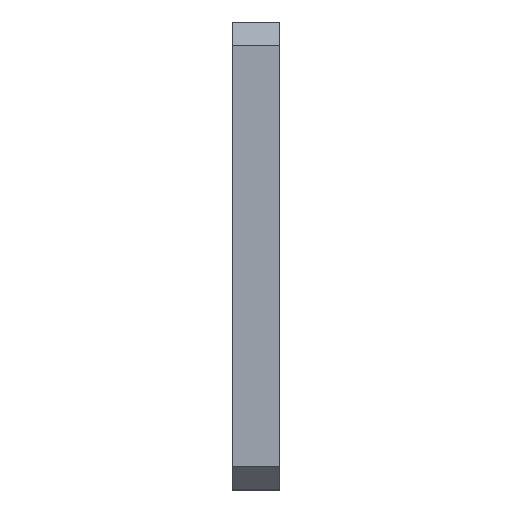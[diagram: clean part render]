
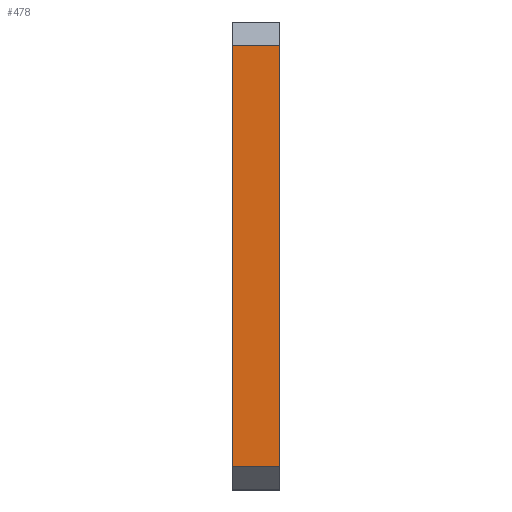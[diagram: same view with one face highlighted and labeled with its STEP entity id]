
A CAD part, left-side view. The second image highlights one B-rep face of the part: STEP entity #478.
In plain terms, the highlighted planar face has unit normal (-1, 0, 0).
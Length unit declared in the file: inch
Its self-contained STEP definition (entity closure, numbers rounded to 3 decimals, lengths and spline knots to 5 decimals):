
#2 = ORIENTED_EDGE ( 'NONE', *, *, #595, .T. ) ;
#7 = DIRECTION ( 'NONE',  ( 0., 0., 1. ) ) ;
#27 = LINE ( 'NONE', #397, #440 ) ;
#28 = CARTESIAN_POINT ( 'NONE',  ( -1.25, 0.126, 1.125 ) ) ;
#42 = CARTESIAN_POINT ( 'NONE',  ( -1.25, 0.126, 1.125 ) ) ;
#48 = DIRECTION ( 'NONE',  ( 0., 0., 1. ) ) ;
#73 = VECTOR ( 'NONE', #48, 39.37008 ) ;
#89 = CARTESIAN_POINT ( 'NONE',  ( -1.25, -0.126, 1.125 ) ) ;
#95 = LINE ( 'NONE', #1005, #73 ) ;
#233 = EDGE_CURVE ( 'NONE', #638, #803, #27, .T. ) ;
#258 = CARTESIAN_POINT ( 'NONE',  ( -1.25, 0.126, -1.25 ) ) ;
#269 = ORIENTED_EDGE ( 'NONE', *, *, #839, .F. ) ;
#351 = DIRECTION ( 'NONE',  ( 0., 0., -1. ) ) ;
#397 = CARTESIAN_POINT ( 'NONE',  ( -1.25, 0.126, -1.125 ) ) ;
#415 = EDGE_LOOP ( 'NONE', ( #2, #695, #269, #465 ) ) ;
#440 = VECTOR ( 'NONE', #645, 39.37008 ) ;
#465 = ORIENTED_EDGE ( 'NONE', *, *, #233, .T. ) ;
#475 = FACE_OUTER_BOUND ( 'NONE', #415, .T. ) ;
#478 = ADVANCED_FACE ( 'NONE', ( #475 ), #760, .F. ) ;
#495 = VECTOR ( 'NONE', #7, 39.37008 ) ;
#580 = VERTEX_POINT ( 'NONE', #42 ) ;
#595 = EDGE_CURVE ( 'NONE', #803, #870, #95, .T. ) ;
#633 = CARTESIAN_POINT ( 'NONE',  ( -1.25, -0.126, -1.125 ) ) ;
#638 = VERTEX_POINT ( 'NONE', #931 ) ;
#645 = DIRECTION ( 'NONE',  ( 0., -1., 0. ) ) ;
#678 = DIRECTION ( 'NONE',  ( 0., 1., 0. ) ) ;
#695 = ORIENTED_EDGE ( 'NONE', *, *, #1013, .T. ) ;
#706 = LINE ( 'NONE', #965, #495 ) ;
#760 = PLANE ( 'NONE',  #1004 ) ;
#803 = VERTEX_POINT ( 'NONE', #633 ) ;
#811 = LINE ( 'NONE', #28, #994 ) ;
#834 = DIRECTION ( 'NONE',  ( 1., 0., 0. ) ) ;
#839 = EDGE_CURVE ( 'NONE', #638, #580, #706, .T. ) ;
#870 = VERTEX_POINT ( 'NONE', #89 ) ;
#931 = CARTESIAN_POINT ( 'NONE',  ( -1.25, 0.126, -1.125 ) ) ;
#965 = CARTESIAN_POINT ( 'NONE',  ( -1.25, 0.126, -1.25 ) ) ;
#994 = VECTOR ( 'NONE', #678, 39.37008 ) ;
#1004 = AXIS2_PLACEMENT_3D ( 'NONE', #258, #834, #351 ) ;
#1005 = CARTESIAN_POINT ( 'NONE',  ( -1.25, -0.126, -1.25 ) ) ;
#1013 = EDGE_CURVE ( 'NONE', #870, #580, #811, .T. ) ;
